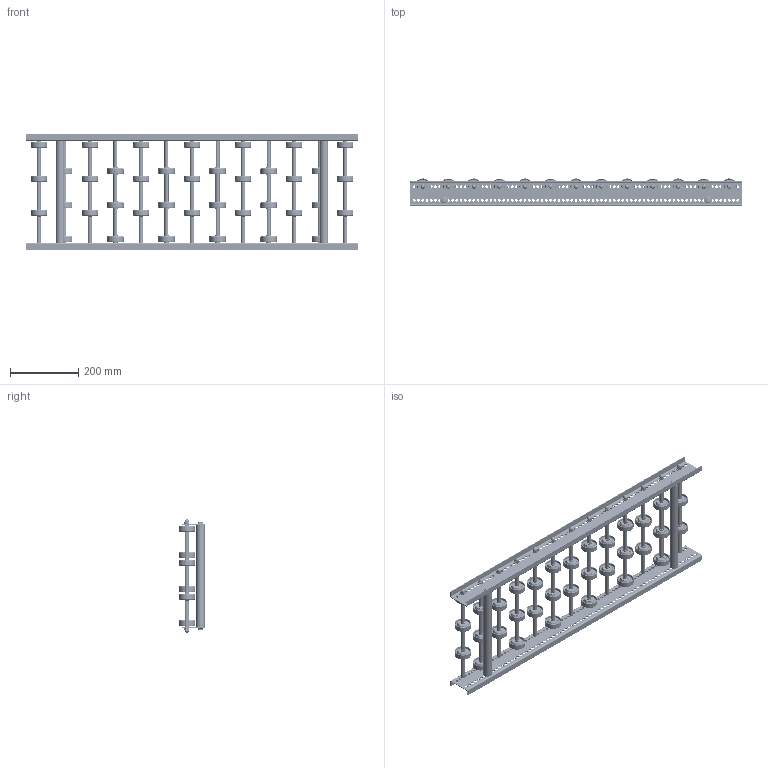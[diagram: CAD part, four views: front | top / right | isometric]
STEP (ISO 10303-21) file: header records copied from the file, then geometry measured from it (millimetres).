
FILE_DESCRIPTION (( 'STEP AP214' ), '1' );
FILE_NAME ('0052279.step', '2021-10-26T13:12:37', ( '' ), ( '' ), 'SwSTEP 2.0', 'SolidWorks 2020', '' );
FILE_SCHEMA (( 'AUTOMOTIVE_DESIGN' ));
Length unit declared in the file: millimetre
Products named in the file (9): 0011532_2300-48-8; S100994_Sperrzahnschraube_M08x16-8.8-A2K; 0046278_KB-ROHR-12X1,75mm_KFG_L76; Profil_LRB-20x70x20x2_KFG_S100213_U-PROFIL-20-70-20-2-LRB-L=975; Röllchenachse-für-Konfiguration_EL300; Hutmutter_DIN_1587_M8; S106837_Gewindestange-M8-KFG_L320; Traversen_KFG_L300; 0052279
Assembly tree (54 placements, depth 3):
  0052279
    Profil_LRB-20x70x20x2_KFG_S100213_U-PROFIL-20-70-20-2-LRB-L=975  x2
    S100994_Sperrzahnschraube_M08x16-8.8-A2K  x4
    Traversen_KFG_L300  x2
    Röllchenachse-für-Konfiguration_EL300  x13
      S106837_Gewindestange-M8-KFG_L320
      0011532_2300-48-8
      0046278_KB-ROHR-12X1,75mm_KFG_L76
    Hutmutter_DIN_1587_M8  x26
Bounding box: 975 x 78.96 x 340 mm (x, y, z)
Volume: 1583313 mm3; surface area: 1202650.2 mm2
Topology: 129 solids, 129 shells, 4653 faces, 10144 edges, 6064 vertices
Faces by surface type: cylinder 1660, torus 1264, plane 861, cone 842, bspline 26
Entity records: 18070 total; most frequent: DIRECTION 3241, CARTESIAN_POINT 3194, ORIENTED_EDGE 2688, AXIS2_PLACEMENT_3D 1409, EDGE_CURVE 1344, VERTEX_POINT 866, EDGE_LOOP 842, CIRCLE 841
